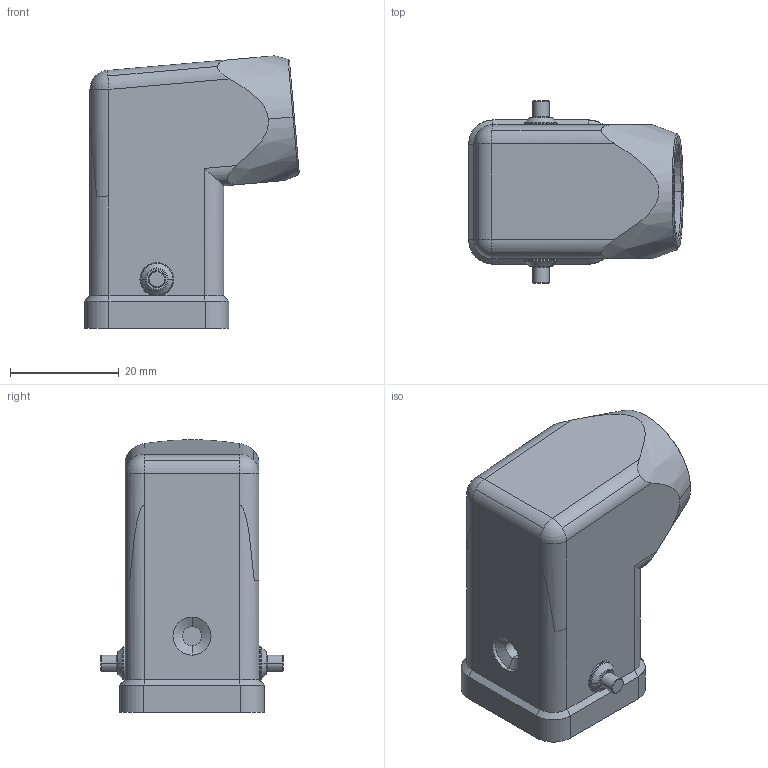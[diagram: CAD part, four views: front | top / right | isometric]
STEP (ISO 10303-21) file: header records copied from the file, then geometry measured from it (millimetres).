
FILE_DESCRIPTION((''),'2;1');
FILE_NAME('CKA 03 VAS.stp','2005-07-15T09:19:13',('Kramp'),(''),'Autodesk Inventor 7','Autodesk Inventor 7','');
FILE_SCHEMA(('AUTOMOTIVE_DESIGN { 1 0 10303 214 1 1 1 1 }'));
Length unit declared in the file: millimetre
Products named in the file (1): CKA 03 VAS
Bounding box: 39.42 x 33.5 x 50.08 mm (x, y, z)
Volume: 11180.5 mm3; surface area: 11009 mm2
Topology: 1 solids, 1 shells, 177 faces, 434 edges, 271 vertices
Faces by surface type: plane 73, cylinder 58, cone 37, bspline 7, sphere 2
Entity records: 5428 total; most frequent: CARTESIAN_POINT 1172, DIRECTION 906, ORIENTED_EDGE 868, EDGE_CURVE 434, AXIS2_PLACEMENT_3D 320, VERTEX_POINT 271, VECTOR 266, LINE 266
